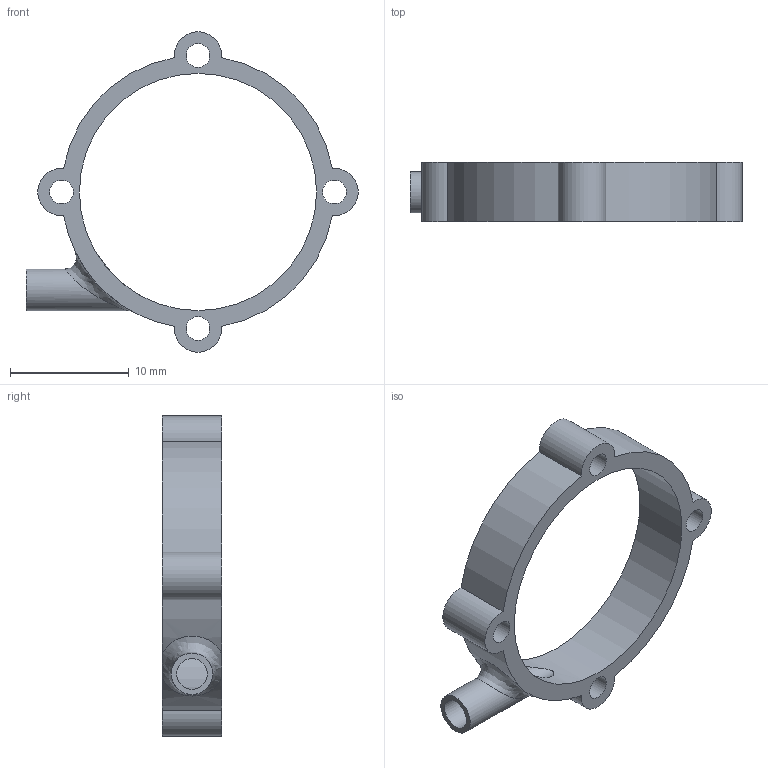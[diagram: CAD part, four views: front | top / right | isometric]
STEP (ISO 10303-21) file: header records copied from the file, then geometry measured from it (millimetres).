
FILE_DESCRIPTION(/* description */ (''),/* implementation_level */ '2;1');
FILE_NAME(/* name */ 'Central.stp',/* time_stamp */ '2020-11-04T14:14:22-06:00',/* author */ ('aaron'),/* organization */ (''),/* preprocessor_version */ 'ST-DEVELOPER v18',/* originating_system */ 'Autodesk Inventor 2020',/* authorisation */ '');
FILE_SCHEMA (('AUTOMOTIVE_DESIGN { 1 0 10303 214 3 1 1 }'));
Length unit declared in the file: millimetre
Products named in the file (1): Central
Bounding box: 27.99 x 5 x 26.98 mm (x, y, z)
Volume: 593.6 mm3; surface area: 1205.4 mm2
Topology: 1 solids, 1 shells, 20 faces, 56 edges, 38 vertices
Faces by surface type: cylinder 16, plane 3, bspline 1
Full cylindrical faces by diameter (mm): 2 x4, 2.6 x1, 3.5 x1, 20 x1
Entity records: 962 total; most frequent: CARTESIAN_POINT 355, DIRECTION 122, ORIENTED_EDGE 114, EDGE_CURVE 57, AXIS2_PLACEMENT_3D 53, VERTEX_POINT 39, CIRCLE 33, EDGE_LOOP 32
